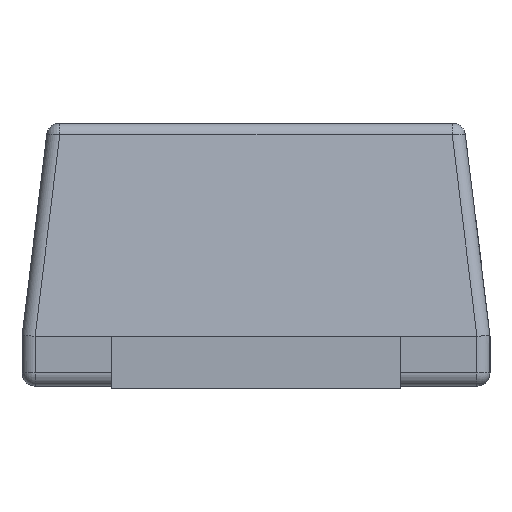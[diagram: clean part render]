
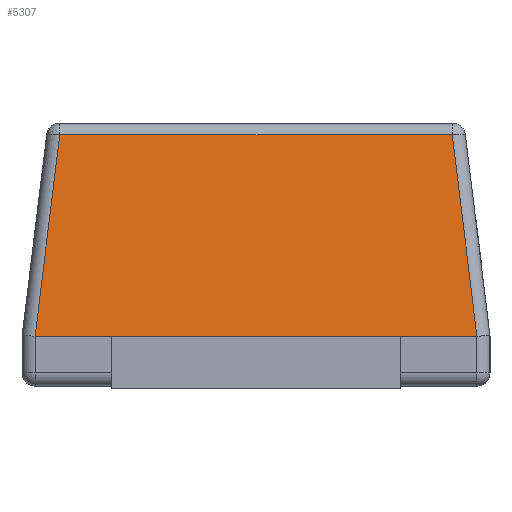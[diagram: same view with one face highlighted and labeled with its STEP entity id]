
A CAD part, left-side view. The second image highlights one B-rep face of the part: STEP entity #5307.
In plain terms, the highlighted planar face has unit normal (-0.993, 0, 0.122).
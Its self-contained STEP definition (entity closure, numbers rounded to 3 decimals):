
#6 = CARTESIAN_POINT ( 'NONE',  ( -1.4, 0.84, 0.2 ) ) ;
#503 = CARTESIAN_POINT ( 'NONE',  ( -1.4, -0.84, 0.2 ) ) ;
#771 = VECTOR ( 'NONE', #4061, 1000. ) ;
#837 = VERTEX_POINT ( 'NONE', #5280 ) ;
#881 = LINE ( 'NONE', #9286, #9934 ) ;
#1074 = VERTEX_POINT ( 'NONE', #3149 ) ;
#1098 = DIRECTION ( 'NONE',  ( 0., 1., 0. ) ) ;
#1242 = PLANE ( 'NONE',  #5104 ) ;
#1539 = DIRECTION ( 'NONE',  ( 0., 1., 0. ) ) ;
#1713 = EDGE_CURVE ( 'NONE', #3247, #6753, #8870, .T. ) ;
#1742 = ORIENTED_EDGE ( 'NONE', *, *, #8155, .F. ) ;
#1816 = EDGE_CURVE ( 'NONE', #3247, #2874, #8822, .T. ) ;
#1869 = VECTOR ( 'NONE', #5414, 1000. ) ;
#2117 = FACE_OUTER_BOUND ( 'NONE', #12609, .T. ) ;
#2216 = ORIENTED_EDGE ( 'NONE', *, *, #1816, .T. ) ;
#2430 = ORIENTED_EDGE ( 'NONE', *, *, #12282, .T. ) ;
#2737 = CARTESIAN_POINT ( 'NONE',  ( -1.4, -0.55, 0.2 ) ) ;
#2874 = VERTEX_POINT ( 'NONE', #503 ) ;
#2969 = CARTESIAN_POINT ( 'NONE',  ( -1.4, 0.84, 0.2 ) ) ;
#3126 = CARTESIAN_POINT ( 'NONE',  ( -1.4, 0.89, 0.2 ) ) ;
#3149 = CARTESIAN_POINT ( 'NONE',  ( -1.306, 0.746, 0.966 ) ) ;
#3247 = VERTEX_POINT ( 'NONE', #4098 ) ;
#3834 = DIRECTION ( 'NONE',  ( 0., 1., 0. ) ) ;
#3857 = CARTESIAN_POINT ( 'NONE',  ( -1.306, -0.746, 0.966 ) ) ;
#4061 = DIRECTION ( 'NONE',  ( 0., 1., 0. ) ) ;
#4098 = CARTESIAN_POINT ( 'NONE',  ( -1.4, -0.84, 0.2 ) ) ;
#4177 = VECTOR ( 'NONE', #1098, 1000. ) ;
#4248 = VECTOR ( 'NONE', #3834, 1000. ) ;
#4703 = EDGE_CURVE ( 'NONE', #9809, #837, #12232, .T. ) ;
#5104 = AXIS2_PLACEMENT_3D ( 'NONE', #11422, #10428, #12501 ) ;
#5127 =( BOUNDED_CURVE ( )  B_SPLINE_CURVE ( 3, ( #10982, #11111, #6, #2969 ),
 .UNSPECIFIED., .F., .T. ) 
 B_SPLINE_CURVE_WITH_KNOTS ( ( 4, 4 ),
 ( 6.276, 6.283 ),
 .UNSPECIFIED. ) 
 CURVE ( )  GEOMETRIC_REPRESENTATION_ITEM ( )  RATIONAL_B_SPLINE_CURVE ( ( 1., 1., 1., 1. ) ) 
 REPRESENTATION_ITEM ( '' )  );
#5178 = CARTESIAN_POINT ( 'NONE',  ( -1.4, -0.84, 0.2 ) ) ;
#5280 = CARTESIAN_POINT ( 'NONE',  ( -1.4, 0.84, 0.2 ) ) ;
#5307 = ADVANCED_FACE ( 'NONE', ( #2117 ), #1242, .T. ) ;
#5399 = CARTESIAN_POINT ( 'NONE',  ( -1.4, 0.55, 0.2 ) ) ;
#5414 = DIRECTION ( 'NONE',  ( -0.121, 0.121, -0.985 ) ) ;
#5588 = ORIENTED_EDGE ( 'NONE', *, *, #8432, .T. ) ;
#5636 = ORIENTED_EDGE ( 'NONE', *, *, #4703, .F. ) ;
#6122 = VECTOR ( 'NONE', #1539, 1000. ) ;
#6753 = VERTEX_POINT ( 'NONE', #2737 ) ;
#7034 = CARTESIAN_POINT ( 'NONE',  ( -1.4, 0.84, 0.2 ) ) ;
#7226 = LINE ( 'NONE', #12230, #771 ) ;
#7521 = LINE ( 'NONE', #8381, #1869 ) ;
#8155 = EDGE_CURVE ( 'NONE', #6753, #9809, #7226, .T. ) ;
#8198 = CARTESIAN_POINT ( 'NONE',  ( -1.4, -0.84, 0.2 ) ) ;
#8200 = VERTEX_POINT ( 'NONE', #7034 ) ;
#8381 = CARTESIAN_POINT ( 'NONE',  ( -1.29, 0.73, 1.098 ) ) ;
#8432 = EDGE_CURVE ( 'NONE', #2874, #9596, #881, .T. ) ;
#8787 = ORIENTED_EDGE ( 'NONE', *, *, #12490, .T. ) ;
#8822 =( BOUNDED_CURVE ( )  B_SPLINE_CURVE ( 3, ( #9298, #5178, #8198, #11275 ),
 .UNSPECIFIED., .F., .T. ) 
 B_SPLINE_CURVE_WITH_KNOTS ( ( 4, 4 ),
 ( 0., 0.007 ),
 .UNSPECIFIED. ) 
 CURVE ( )  GEOMETRIC_REPRESENTATION_ITEM ( )  RATIONAL_B_SPLINE_CURVE ( ( 1., 1., 1., 1. ) ) 
 REPRESENTATION_ITEM ( '' )  );
#8870 = LINE ( 'NONE', #12957, #4248 ) ;
#9286 = CARTESIAN_POINT ( 'NONE',  ( -1.29, -0.73, 1.098 ) ) ;
#9298 = CARTESIAN_POINT ( 'NONE',  ( -1.4, -0.84, 0.2 ) ) ;
#9596 = VERTEX_POINT ( 'NONE', #3857 ) ;
#9809 = VERTEX_POINT ( 'NONE', #5399 ) ;
#9934 = VECTOR ( 'NONE', #13167, 1000. ) ;
#10157 = ORIENTED_EDGE ( 'NONE', *, *, #11713, .T. ) ;
#10428 = DIRECTION ( 'NONE',  ( -0.993, 0., 0.122 ) ) ;
#10607 = LINE ( 'NONE', #11672, #6122 ) ;
#10982 = CARTESIAN_POINT ( 'NONE',  ( -1.4, 0.84, 0.2 ) ) ;
#11111 = CARTESIAN_POINT ( 'NONE',  ( -1.4, 0.84, 0.2 ) ) ;
#11275 = CARTESIAN_POINT ( 'NONE',  ( -1.4, -0.84, 0.2 ) ) ;
#11422 = CARTESIAN_POINT ( 'NONE',  ( -1.301, 0., 1.01 ) ) ;
#11518 = ORIENTED_EDGE ( 'NONE', *, *, #1713, .F. ) ;
#11672 = CARTESIAN_POINT ( 'NONE',  ( -1.306, 0., 0.966 ) ) ;
#11713 = EDGE_CURVE ( 'NONE', #8200, #837, #5127, .T. ) ;
#12230 = CARTESIAN_POINT ( 'NONE',  ( -1.4, 0.89, 0.2 ) ) ;
#12232 = LINE ( 'NONE', #3126, #4177 ) ;
#12282 = EDGE_CURVE ( 'NONE', #9596, #1074, #10607, .T. ) ;
#12490 = EDGE_CURVE ( 'NONE', #1074, #8200, #7521, .T. ) ;
#12501 = DIRECTION ( 'NONE',  ( 0., 1., 0. ) ) ;
#12609 = EDGE_LOOP ( 'NONE', ( #11518, #2216, #5588, #2430, #8787, #10157, #5636, #1742 ) ) ;
#12957 = CARTESIAN_POINT ( 'NONE',  ( -1.4, 0.89, 0.2 ) ) ;
#13167 = DIRECTION ( 'NONE',  ( 0.121, 0.121, 0.985 ) ) ;
